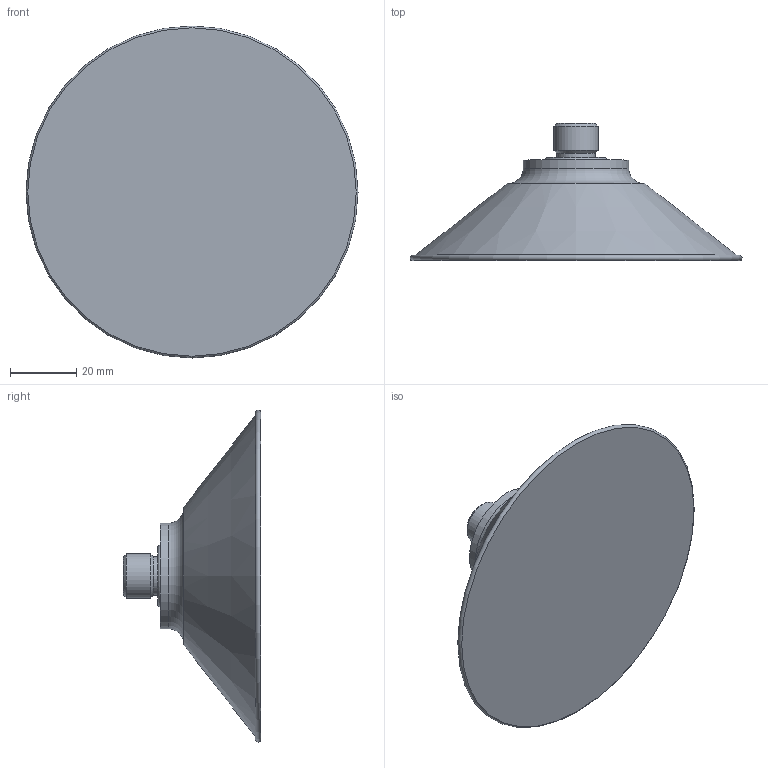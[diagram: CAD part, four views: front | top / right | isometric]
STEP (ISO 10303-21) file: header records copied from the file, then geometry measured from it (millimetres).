
FILE_DESCRIPTION(/* description */ (''),/* implementation_level */ '2;1');
FILE_NAME(/* name */ 'vcr100nit.stp',/* time_stamp */ '2020-09-29T15:27:33+02:00',/* author */ ('enginyeria'),/* organization */ (''),/* preprocessor_version */ 'ST-DEVELOPER v17.2',/* originating_system */ 'Autodesk Inventor 2019',/* authorisation */ '');
FILE_SCHEMA (('CONFIG_CONTROL_DESIGN'));
Length unit declared in the file: millimetre
Products named in the file (1): vcr100nit
Bounding box: 100 x 41.38 x 100 mm (x, y, z)
Volume: 105165 mm3; surface area: 18863.8 mm2
Topology: 1 solids, 1 shells, 18 faces, 45 edges, 34 vertices
Faces by surface type: plane 7, cone 4, cylinder 4, torus 3
Full cylindrical faces by diameter (mm): 6 x1, 11.552 x1, 13.28 x1, 31.793 x1
Entity records: 658 total; most frequent: DIRECTION 120, CARTESIAN_POINT 98, ORIENTED_EDGE 90, AXIS2_PLACEMENT_3D 56, EDGE_CURVE 45, CIRCLE 37, VERTEX_POINT 34, EDGE_LOOP 23
